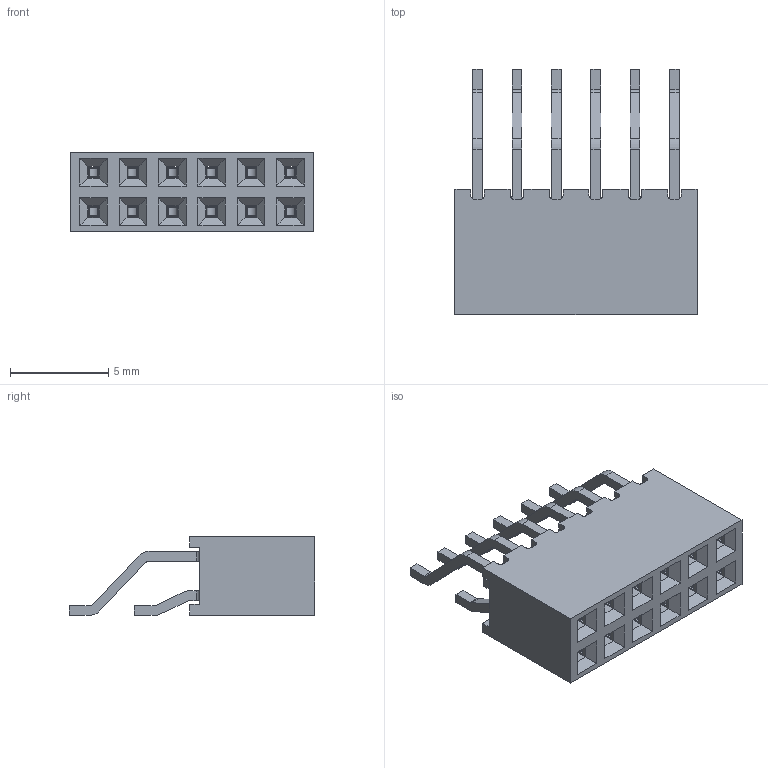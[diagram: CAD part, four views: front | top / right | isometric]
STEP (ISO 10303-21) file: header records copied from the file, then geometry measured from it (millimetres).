
FILE_DESCRIPTION(/* description */ ('Unknown'),/* implementation_level */ '2;1');
FILE_NAME(/* name */ '621112284621',/* time_stamp */ '2017-04-20T10:41:26+02:00',/* author */ ('Unknown'),/* organization */ ('Unknown'),/* preprocessor_version */ 'ST-DEVELOPER v16.7',/* originating_system */ 'DEX',/* authorisation */ $);
FILE_SCHEMA (('AUTOMOTIVE_DESIGN {1 0 10303 214 3 1 1}'));
Length unit declared in the file: millimetre
Products named in the file (4): 6211xx284621; 621112284621; 6211xx284621_PIN COURTE; 6211xx284621_PIN LONGUE
Assembly tree (13 placements, depth 2):
  6211xx284621
    621112284621
    6211xx284621_PIN COURTE  x6
    6211xx284621_PIN LONGUE  x6
Bounding box: 12.3 x 12.45 x 4 mm (x, y, z)
Volume: 278.5 mm3; surface area: 943.9 mm2
Topology: 13 solids, 13 shells, 1222 faces, 3480 edges, 2272 vertices
Faces by surface type: plane 874, cylinder 348
Entity records: 17126 total; most frequent: CARTESIAN_POINT 3008, ORIENTED_EDGE 3000, DIRECTION 2776, EDGE_CURVE 1500, LINE 1336, VECTOR 1336, VERTEX_POINT 952, AXIS2_PLACEMENT_3D 720
